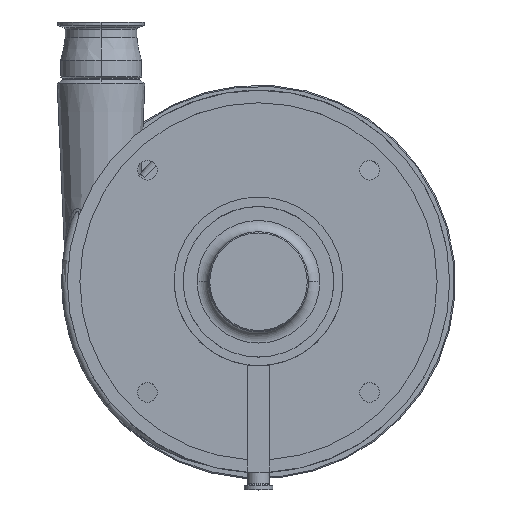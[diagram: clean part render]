
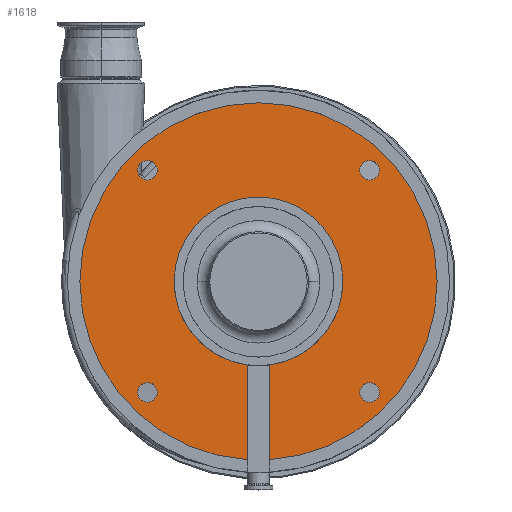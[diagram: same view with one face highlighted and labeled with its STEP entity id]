
A CAD part, top view. The second image highlights one B-rep face of the part: STEP entity #1618.
In plain terms, the highlighted planar face has unit normal (0, 0, 1).
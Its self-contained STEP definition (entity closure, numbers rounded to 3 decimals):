
#12 = CIRCLE ( 'NONE', #3660, 8.731 ) ;
#75 = CIRCLE ( 'NONE', #15602, 8.731 ) ;
#104 = AXIS2_PLACEMENT_3D ( 'NONE', #2434, #16072, #7845 ) ;
#305 = LINE ( 'NONE', #16395, #15815 ) ;
#438 = EDGE_LOOP ( 'NONE', ( #17178, #3144 ) ) ;
#505 = CARTESIAN_POINT ( 'NONE',  ( -98.783, -98.783, 4. ) ) ;
#513 = CARTESIAN_POINT ( 'NONE',  ( 9.525, -158.514, 4. ) ) ;
#562 = ORIENTED_EDGE ( 'NONE', *, *, #1410, .F. ) ;
#632 = VERTEX_POINT ( 'NONE', #3558 ) ;
#970 = CARTESIAN_POINT ( 'NONE',  ( 0., 0., 4. ) ) ;
#1126 = CIRCLE ( 'NONE', #12142, 158.8 ) ;
#1371 = CIRCLE ( 'NONE', #3338, 158.8 ) ;
#1410 = EDGE_CURVE ( 'NONE', #632, #5049, #1371, .T. ) ;
#1417 = CARTESIAN_POINT ( 'NONE',  ( -9.525, 158.8, 4. ) ) ;
#1472 = FACE_BOUND ( 'NONE', #8705, .T. ) ;
#1613 = DIRECTION ( 'NONE',  ( 0., 0., -1. ) ) ;
#1618 = ADVANCED_FACE ( 'NONE', ( #9526, #8292, #1472, #4124, #15092 ), #3141, .F. ) ;
#1659 = CIRCLE ( 'NONE', #10967, 8.731 ) ;
#1740 = CARTESIAN_POINT ( 'NONE',  ( -98.783, 98.783, 4. ) ) ;
#1741 = CARTESIAN_POINT ( 'NONE',  ( -107.514, -98.783, 4. ) ) ;
#1804 = DIRECTION ( 'NONE',  ( -1., 0., 0. ) ) ;
#1824 = ORIENTED_EDGE ( 'NONE', *, *, #5829, .T. ) ;
#1977 = DIRECTION ( 'NONE',  ( 0., 0., -1. ) ) ;
#2385 = CARTESIAN_POINT ( 'NONE',  ( 75., 0., 4. ) ) ;
#2392 = ORIENTED_EDGE ( 'NONE', *, *, #2458, .T. ) ;
#2434 = CARTESIAN_POINT ( 'NONE',  ( 98.783, 98.783, 4. ) ) ;
#2458 = EDGE_CURVE ( 'NONE', #17127, #8782, #14285, .T. ) ;
#2587 = EDGE_LOOP ( 'NONE', ( #12114, #13860 ) ) ;
#2624 = CARTESIAN_POINT ( 'NONE',  ( -75., 0., 4. ) ) ;
#2726 = VERTEX_POINT ( 'NONE', #6382 ) ;
#2736 = DIRECTION ( 'NONE',  ( 0., 1., 0. ) ) ;
#2844 = EDGE_LOOP ( 'NONE', ( #1824, #16831 ) ) ;
#2849 = CARTESIAN_POINT ( 'NONE',  ( -107.514, 98.783, 4. ) ) ;
#3099 = EDGE_CURVE ( 'NONE', #11398, #16567, #12889, .T. ) ;
#3141 = PLANE ( 'NONE',  #10849 ) ;
#3144 = ORIENTED_EDGE ( 'NONE', *, *, #5055, .T. ) ;
#3198 = CARTESIAN_POINT ( 'NONE',  ( -90.052, -98.783, 4. ) ) ;
#3296 = ORIENTED_EDGE ( 'NONE', *, *, #8475, .F. ) ;
#3336 = DIRECTION ( 'NONE',  ( -1., 0., 0. ) ) ;
#3338 = AXIS2_PLACEMENT_3D ( 'NONE', #7674, #4588, #3336 ) ;
#3395 = CARTESIAN_POINT ( 'NONE',  ( -9.525, -74.393, 4. ) ) ;
#3558 = CARTESIAN_POINT ( 'NONE',  ( -9.525, -158.514, 4. ) ) ;
#3660 = AXIS2_PLACEMENT_3D ( 'NONE', #15522, #1977, #12778 ) ;
#3700 = DIRECTION ( 'NONE',  ( -1., 0., 0. ) ) ;
#3932 = AXIS2_PLACEMENT_3D ( 'NONE', #10890, #1613, #9578 ) ;
#4068 = CIRCLE ( 'NONE', #11982, 8.731 ) ;
#4124 = FACE_BOUND ( 'NONE', #2844, .T. ) ;
#4147 = ORIENTED_EDGE ( 'NONE', *, *, #12312, .F. ) ;
#4183 = DIRECTION ( 'NONE',  ( 0., 0., 1. ) ) ;
#4202 = CARTESIAN_POINT ( 'NONE',  ( 98.783, -98.783, 4. ) ) ;
#4398 = ORIENTED_EDGE ( 'NONE', *, *, #8310, .T. ) ;
#4465 = CIRCLE ( 'NONE', #14351, 75. ) ;
#4588 = DIRECTION ( 'NONE',  ( 0., 0., -1. ) ) ;
#4590 = VERTEX_POINT ( 'NONE', #13051 ) ;
#5049 = VERTEX_POINT ( 'NONE', #11704 ) ;
#5055 = EDGE_CURVE ( 'NONE', #2726, #16341, #14665, .T. ) ;
#5571 = LINE ( 'NONE', #1417, #6467 ) ;
#5605 = EDGE_CURVE ( 'NONE', #13207, #9357, #1659, .T. ) ;
#5631 = CARTESIAN_POINT ( 'NONE',  ( 0., 0., 4. ) ) ;
#5829 = EDGE_CURVE ( 'NONE', #4590, #6850, #6506, .T. ) ;
#6044 = DIRECTION ( 'NONE',  ( -1., 0., 0. ) ) ;
#6373 = EDGE_CURVE ( 'NONE', #632, #9816, #5571, .T. ) ;
#6382 = CARTESIAN_POINT ( 'NONE',  ( 90.052, 98.783, 4. ) ) ;
#6409 = CARTESIAN_POINT ( 'NONE',  ( 9.525, -74.393, 4. ) ) ;
#6465 = AXIS2_PLACEMENT_3D ( 'NONE', #13115, #13031, #9054 ) ;
#6467 = VECTOR ( 'NONE', #2736, 1000. ) ;
#6506 = CIRCLE ( 'NONE', #6465, 8.731 ) ;
#6850 = VERTEX_POINT ( 'NONE', #2849 ) ;
#7090 = CARTESIAN_POINT ( 'NONE',  ( 0., 0., 4. ) ) ;
#7140 = ORIENTED_EDGE ( 'NONE', *, *, #6373, .T. ) ;
#7237 = AXIS2_PLACEMENT_3D ( 'NONE', #5631, #9792, #10929 ) ;
#7275 = CARTESIAN_POINT ( 'NONE',  ( -98.783, -98.783, 4. ) ) ;
#7674 = CARTESIAN_POINT ( 'NONE',  ( 0., 0., 4. ) ) ;
#7802 = CARTESIAN_POINT ( 'NONE',  ( 158.8, 0., 4. ) ) ;
#7845 = DIRECTION ( 'NONE',  ( -1., 0., 0. ) ) ;
#8025 = ORIENTED_EDGE ( 'NONE', *, *, #10043, .F. ) ;
#8169 = EDGE_CURVE ( 'NONE', #9357, #13207, #12, .T. ) ;
#8171 = CARTESIAN_POINT ( 'NONE',  ( 0., 0., 4. ) ) ;
#8292 = FACE_BOUND ( 'NONE', #2587, .T. ) ;
#8301 = CIRCLE ( 'NONE', #104, 8.731 ) ;
#8310 = EDGE_CURVE ( 'NONE', #14958, #16567, #305, .T. ) ;
#8475 = EDGE_CURVE ( 'NONE', #5049, #11398, #1126, .T. ) ;
#8607 = VERTEX_POINT ( 'NONE', #2624 ) ;
#8705 = EDGE_LOOP ( 'NONE', ( #2392, #10470 ) ) ;
#8782 = VERTEX_POINT ( 'NONE', #1741 ) ;
#8925 = AXIS2_PLACEMENT_3D ( 'NONE', #505, #14920, #12877 ) ;
#9054 = DIRECTION ( 'NONE',  ( -1., 0., 0. ) ) ;
#9357 = VERTEX_POINT ( 'NONE', #9363 ) ;
#9363 = CARTESIAN_POINT ( 'NONE',  ( 107.514, -98.783, 4. ) ) ;
#9526 = FACE_BOUND ( 'NONE', #438, .T. ) ;
#9569 = DIRECTION ( 'NONE',  ( -1., 0., 0. ) ) ;
#9578 = DIRECTION ( 'NONE',  ( -1., 0., 0. ) ) ;
#9588 = DIRECTION ( 'NONE',  ( -1., 0., 0. ) ) ;
#9602 = DIRECTION ( 'NONE',  ( 0., 0., -1. ) ) ;
#9792 = DIRECTION ( 'NONE',  ( 0., 0., -1. ) ) ;
#9816 = VERTEX_POINT ( 'NONE', #3395 ) ;
#10043 = EDGE_CURVE ( 'NONE', #12176, #8607, #11342, .T. ) ;
#10470 = ORIENTED_EDGE ( 'NONE', *, *, #11162, .T. ) ;
#10849 = AXIS2_PLACEMENT_3D ( 'NONE', #13850, #12166, #13487 ) ;
#10890 = CARTESIAN_POINT ( 'NONE',  ( 98.783, 98.783, 4. ) ) ;
#10929 = DIRECTION ( 'NONE',  ( -1., 0., 0. ) ) ;
#10967 = AXIS2_PLACEMENT_3D ( 'NONE', #4202, #9602, #1804 ) ;
#11040 = CARTESIAN_POINT ( 'NONE',  ( 90.052, -98.783, 4. ) ) ;
#11162 = EDGE_CURVE ( 'NONE', #8782, #17127, #75, .T. ) ;
#11342 = CIRCLE ( 'NONE', #13588, 75. ) ;
#11398 = VERTEX_POINT ( 'NONE', #7802 ) ;
#11467 = DIRECTION ( 'NONE',  ( -1., 0., 0. ) ) ;
#11634 = AXIS2_PLACEMENT_3D ( 'NONE', #7090, #15048, #9569 ) ;
#11704 = CARTESIAN_POINT ( 'NONE',  ( -158.8, 0., 4. ) ) ;
#11982 = AXIS2_PLACEMENT_3D ( 'NONE', #1740, #12789, #11467 ) ;
#12114 = ORIENTED_EDGE ( 'NONE', *, *, #8169, .T. ) ;
#12142 = AXIS2_PLACEMENT_3D ( 'NONE', #970, #17149, #3700 ) ;
#12166 = DIRECTION ( 'NONE',  ( 0., 0., -1. ) ) ;
#12176 = VERTEX_POINT ( 'NONE', #2385 ) ;
#12312 = EDGE_CURVE ( 'NONE', #8607, #9816, #12472, .T. ) ;
#12472 = CIRCLE ( 'NONE', #11634, 75. ) ;
#12492 = DIRECTION ( 'NONE',  ( 0., 0., -1. ) ) ;
#12778 = DIRECTION ( 'NONE',  ( -1., 0., 0. ) ) ;
#12789 = DIRECTION ( 'NONE',  ( 0., 0., -1. ) ) ;
#12877 = DIRECTION ( 'NONE',  ( -1., 0., 0. ) ) ;
#12889 = CIRCLE ( 'NONE', #7237, 158.8 ) ;
#12906 = CARTESIAN_POINT ( 'NONE',  ( 107.514, 98.783, 4. ) ) ;
#13031 = DIRECTION ( 'NONE',  ( 0., 0., -1. ) ) ;
#13051 = CARTESIAN_POINT ( 'NONE',  ( -90.052, 98.783, 4. ) ) ;
#13115 = CARTESIAN_POINT ( 'NONE',  ( -98.783, 98.783, 4. ) ) ;
#13207 = VERTEX_POINT ( 'NONE', #11040 ) ;
#13275 = EDGE_CURVE ( 'NONE', #14958, #12176, #4465, .T. ) ;
#13382 = ORIENTED_EDGE ( 'NONE', *, *, #3099, .F. ) ;
#13487 = DIRECTION ( 'NONE',  ( -1., 0., 0. ) ) ;
#13588 = AXIS2_PLACEMENT_3D ( 'NONE', #8171, #4183, #9588 ) ;
#13596 = DIRECTION ( 'NONE',  ( -1., 0., 0. ) ) ;
#13601 = EDGE_CURVE ( 'NONE', #16341, #2726, #8301, .T. ) ;
#13762 = EDGE_LOOP ( 'NONE', ( #16245, #4398, #13382, #3296, #562, #7140, #4147, #8025 ) ) ;
#13850 = CARTESIAN_POINT ( 'NONE',  ( 0., 158.8, 4. ) ) ;
#13860 = ORIENTED_EDGE ( 'NONE', *, *, #5605, .T. ) ;
#14285 = CIRCLE ( 'NONE', #8925, 8.731 ) ;
#14351 = AXIS2_PLACEMENT_3D ( 'NONE', #15025, #14936, #13596 ) ;
#14542 = EDGE_CURVE ( 'NONE', #6850, #4590, #4068, .T. ) ;
#14665 = CIRCLE ( 'NONE', #3932, 8.731 ) ;
#14920 = DIRECTION ( 'NONE',  ( 0., 0., -1. ) ) ;
#14936 = DIRECTION ( 'NONE',  ( 0., 0., 1. ) ) ;
#14958 = VERTEX_POINT ( 'NONE', #6409 ) ;
#15025 = CARTESIAN_POINT ( 'NONE',  ( 0., 0., 4. ) ) ;
#15048 = DIRECTION ( 'NONE',  ( 0., 0., 1. ) ) ;
#15092 = FACE_OUTER_BOUND ( 'NONE', #13762, .T. ) ;
#15475 = DIRECTION ( 'NONE',  ( 0., -1., 0. ) ) ;
#15522 = CARTESIAN_POINT ( 'NONE',  ( 98.783, -98.783, 4. ) ) ;
#15602 = AXIS2_PLACEMENT_3D ( 'NONE', #7275, #12492, #6044 ) ;
#15815 = VECTOR ( 'NONE', #15475, 1000. ) ;
#16072 = DIRECTION ( 'NONE',  ( 0., 0., -1. ) ) ;
#16245 = ORIENTED_EDGE ( 'NONE', *, *, #13275, .F. ) ;
#16341 = VERTEX_POINT ( 'NONE', #12906 ) ;
#16395 = CARTESIAN_POINT ( 'NONE',  ( 9.525, 158.8, 4. ) ) ;
#16567 = VERTEX_POINT ( 'NONE', #513 ) ;
#16831 = ORIENTED_EDGE ( 'NONE', *, *, #14542, .T. ) ;
#17127 = VERTEX_POINT ( 'NONE', #3198 ) ;
#17149 = DIRECTION ( 'NONE',  ( 0., 0., -1. ) ) ;
#17178 = ORIENTED_EDGE ( 'NONE', *, *, #13601, .T. ) ;
